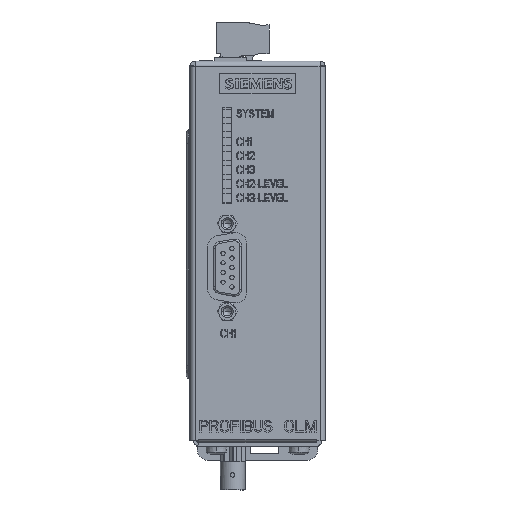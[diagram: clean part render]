
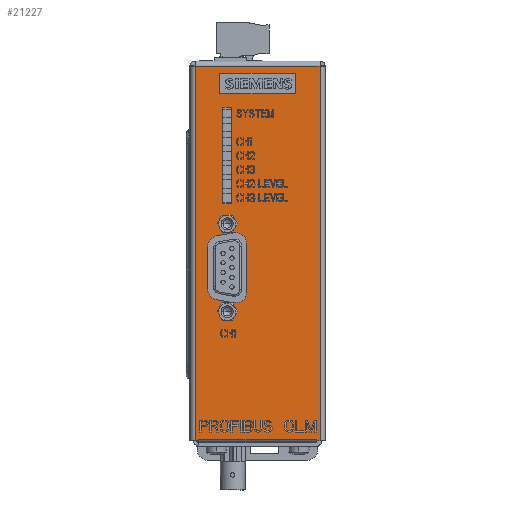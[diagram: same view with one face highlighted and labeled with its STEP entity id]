
A CAD part, front view. The second image highlights one B-rep face of the part: STEP entity #21227.
In plain terms, the highlighted face is planar.
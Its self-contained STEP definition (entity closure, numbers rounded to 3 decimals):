
#1284=CIRCLE('',#75518,3.);
#1285=CIRCLE('',#75521,3.);
#1286=CIRCLE('',#75524,3.);
#1287=CIRCLE('',#75527,3.);
#1322=CIRCLE('',#75745,2.45);
#1323=CIRCLE('',#75746,2.45);
#1324=CIRCLE('',#75747,2.45);
#1325=CIRCLE('',#75748,2.45);
#1918=FACE_BOUND('',#27889,.T.);
#1919=FACE_BOUND('',#27890,.T.);
#1920=FACE_BOUND('',#27891,.T.);
#1921=FACE_BOUND('',#27892,.T.);
#1922=FACE_BOUND('',#27893,.T.);
#1923=FACE_BOUND('',#27894,.T.);
#21227=ADVANCED_FACE('NONE',(#1918,#1919,#1920,#1921,#1922,#1923),#23398,
 .T.);
#23398=PLANE('',#75749);
#27889=EDGE_LOOP('',(#37219,#37220,#37221,#37222));
#27890=EDGE_LOOP('',(#37223,#37224,#37225,#37226,#37227,#37228,#37229,#37230));
#27891=EDGE_LOOP('',(#37231,#37232,#37233,#37234,#37235,#37236,#37237,#37238));
#27892=EDGE_LOOP('',(#37239,#37240));
#27893=EDGE_LOOP('',(#37241,#37242));
#27894=EDGE_LOOP('',(#37243,#37244,#37245,#37246));
#37219=ORIENTED_EDGE('',*,*,#54379,.T.);
#37220=ORIENTED_EDGE('',*,*,#54831,.T.);
#37221=ORIENTED_EDGE('',*,*,#54376,.T.);
#37222=ORIENTED_EDGE('',*,*,#54832,.T.);
#37223=ORIENTED_EDGE('',*,*,#54035,.F.);
#37224=ORIENTED_EDGE('',*,*,#54384,.T.);
#37225=ORIENTED_EDGE('',*,*,#54380,.T.);
#37226=ORIENTED_EDGE('',*,*,#54823,.T.);
#37227=ORIENTED_EDGE('',*,*,#54833,.F.);
#37228=ORIENTED_EDGE('',*,*,#54834,.F.);
#37229=ORIENTED_EDGE('',*,*,#54409,.T.);
#37230=ORIENTED_EDGE('',*,*,#54383,.T.);
#37231=ORIENTED_EDGE('',*,*,#54399,.T.);
#37232=ORIENTED_EDGE('',*,*,#54400,.T.);
#37233=ORIENTED_EDGE('',*,*,#54386,.T.);
#37234=ORIENTED_EDGE('',*,*,#54389,.T.);
#37235=ORIENTED_EDGE('',*,*,#54391,.T.);
#37236=ORIENTED_EDGE('',*,*,#54393,.T.);
#37237=ORIENTED_EDGE('',*,*,#54395,.T.);
#37238=ORIENTED_EDGE('',*,*,#54397,.T.);
#37239=ORIENTED_EDGE('',*,*,#54835,.T.);
#37240=ORIENTED_EDGE('',*,*,#54836,.T.);
#37241=ORIENTED_EDGE('',*,*,#54837,.T.);
#37242=ORIENTED_EDGE('',*,*,#54838,.T.);
#37243=ORIENTED_EDGE('',*,*,#54407,.T.);
#37244=ORIENTED_EDGE('',*,*,#54408,.T.);
#37245=ORIENTED_EDGE('',*,*,#54403,.T.);
#37246=ORIENTED_EDGE('',*,*,#54405,.T.);
#46258=VERTEX_POINT('',#100772);
#46259=VERTEX_POINT('',#100774);
#46262=VERTEX_POINT('',#100782);
#46303=VERTEX_POINT('',#100968);
#46525=VERTEX_POINT('',#101633);
#46526=VERTEX_POINT('',#101635);
#46527=VERTEX_POINT('',#101639);
#46528=VERTEX_POINT('',#101641);
#46529=VERTEX_POINT('',#101645);
#46530=VERTEX_POINT('',#101646);
#46531=VERTEX_POINT('',#101655);
#46532=VERTEX_POINT('',#101657);
#46533=VERTEX_POINT('',#101661);
#46534=VERTEX_POINT('',#101665);
#46535=VERTEX_POINT('',#101669);
#46536=VERTEX_POINT('',#101673);
#46537=VERTEX_POINT('',#101677);
#46538=VERTEX_POINT('',#101681);
#46539=VERTEX_POINT('',#101687);
#46540=VERTEX_POINT('',#101689);
#46541=VERTEX_POINT('',#101693);
#46542=VERTEX_POINT('',#101697);
#46774=VERTEX_POINT('',#103003);
#46778=VERTEX_POINT('',#103021);
#46779=VERTEX_POINT('',#103024);
#46780=VERTEX_POINT('',#103025);
#46781=VERTEX_POINT('',#103028);
#46782=VERTEX_POINT('',#103029);
#54035=EDGE_CURVE('NONE',#46258,#46259,#62161,.T.);
#54376=EDGE_CURVE('NONE',#46525,#46526,#62422,.T.);
#54379=EDGE_CURVE('NONE',#46527,#46528,#62425,.T.);
#54380=EDGE_CURVE('NONE',#46529,#46530,#62426,.T.);
#54383=EDGE_CURVE('NONE',#46262,#46259,#62429,.T.);
#54384=EDGE_CURVE('NONE',#46258,#46529,#62430,.T.);
#54386=EDGE_CURVE('NONE',#46532,#46531,#1284,.T.);
#54389=EDGE_CURVE('NONE',#46531,#46533,#62434,.T.);
#54391=EDGE_CURVE('NONE',#46533,#46534,#1285,.T.);
#54393=EDGE_CURVE('NONE',#46534,#46535,#62437,.T.);
#54395=EDGE_CURVE('NONE',#46535,#46536,#1286,.T.);
#54397=EDGE_CURVE('NONE',#46536,#46537,#62440,.T.);
#54399=EDGE_CURVE('NONE',#46537,#46538,#1287,.T.);
#54400=EDGE_CURVE('NONE',#46538,#46532,#62442,.T.);
#54403=EDGE_CURVE('NONE',#46539,#46540,#62445,.T.);
#54405=EDGE_CURVE('NONE',#46540,#46541,#62447,.T.);
#54407=EDGE_CURVE('NONE',#46541,#46542,#62449,.T.);
#54408=EDGE_CURVE('NONE',#46542,#46539,#62450,.T.);
#54409=EDGE_CURVE('NONE',#46303,#46262,#62451,.T.);
#54823=EDGE_CURVE('NONE',#46530,#46774,#62822,.T.);
#54831=EDGE_CURVE('NONE',#46528,#46525,#62829,.T.);
#54832=EDGE_CURVE('NONE',#46526,#46527,#62830,.T.);
#54833=EDGE_CURVE('NONE',#46778,#46774,#62831,.T.);
#54834=EDGE_CURVE('NONE',#46303,#46778,#62832,.T.);
#54835=EDGE_CURVE('NONE',#46779,#46780,#1322,.T.);
#54836=EDGE_CURVE('NONE',#46780,#46779,#1323,.T.);
#54837=EDGE_CURVE('NONE',#46781,#46782,#1324,.T.);
#54838=EDGE_CURVE('NONE',#46782,#46781,#1325,.T.);
#62161=LINE('',#100773,#69760);
#62422=LINE('',#101636,#70021);
#62425=LINE('',#101642,#70024);
#62426=LINE('',#101644,#70025);
#62429=LINE('',#101650,#70028);
#62430=LINE('',#101652,#70029);
#62434=LINE('',#101662,#70033);
#62437=LINE('',#101670,#70036);
#62440=LINE('',#101678,#70039);
#62442=LINE('',#101684,#70041);
#62445=LINE('',#101690,#70044);
#62447=LINE('',#101694,#70046);
#62449=LINE('',#101698,#70048);
#62450=LINE('',#101700,#70049);
#62451=LINE('',#101702,#70050);
#62822=LINE('',#103002,#70421);
#62829=LINE('',#103018,#70428);
#62830=LINE('',#103019,#70429);
#62831=LINE('',#103020,#70430);
#62832=LINE('',#103022,#70431);
#69760=VECTOR('',#84057,1.);
#70021=VECTOR('',#84614,1.);
#70024=VECTOR('',#84619,1.);
#70025=VECTOR('',#84622,1.);
#70028=VECTOR('',#84627,1.);
#70029=VECTOR('',#84630,1.);
#70033=VECTOR('',#84640,1.);
#70036=VECTOR('',#84649,1.);
#70039=VECTOR('',#84658,1.);
#70041=VECTOR('',#84666,1.);
#70044=VECTOR('',#84671,1.);
#70046=VECTOR('',#84675,1.);
#70048=VECTOR('',#84679,1.);
#70049=VECTOR('',#84682,1.);
#70050=VECTOR('',#84685,1.);
#70421=VECTOR('',#85468,1.);
#70428=VECTOR('',#85485,1.);
#70429=VECTOR('',#85486,1.);
#70430=VECTOR('',#85487,1.);
#70431=VECTOR('',#85488,1.);
#75518=AXIS2_PLACEMENT_3D('',#101656,#84634,#84635);
#75521=AXIS2_PLACEMENT_3D('',#101666,#84644,#84645);
#75524=AXIS2_PLACEMENT_3D('',#101674,#84653,#84654);
#75527=AXIS2_PLACEMENT_3D('',#101682,#84662,#84663);
#75745=AXIS2_PLACEMENT_3D('',#103023,#85489,#85490);
#75746=AXIS2_PLACEMENT_3D('',#103026,#85491,#85492);
#75747=AXIS2_PLACEMENT_3D('',#103027,#85493,#85494);
#75748=AXIS2_PLACEMENT_3D('',#103030,#85495,#85496);
#75749=AXIS2_PLACEMENT_3D('',#103031,#85497,#85498);
#84057=DIRECTION('',(-1.,0.,0.));
#84614=DIRECTION('',(-1.,0.,0.));
#84619=DIRECTION('',(1.,0.,0.));
#84622=DIRECTION('',(1.,0.,0.));
#84627=DIRECTION('',(0.,-1.,0.));
#84630=DIRECTION('',(0.,1.,0.));
#84634=DIRECTION('',(0.,0.,-1.));
#84635=DIRECTION('',(1.,0.,0.));
#84640=DIRECTION('',(0.985,0.174,0.));
#84644=DIRECTION('',(0.,0.,-1.));
#84645=DIRECTION('',(1.,0.,0.));
#84649=DIRECTION('',(0.,-1.,0.));
#84653=DIRECTION('',(0.,0.,-1.));
#84654=DIRECTION('',(1.,0.,0.));
#84658=DIRECTION('',(-0.985,0.174,0.));
#84662=DIRECTION('',(0.,0.,-1.));
#84663=DIRECTION('',(1.,0.,0.));
#84666=DIRECTION('',(0.,1.,0.));
#84671=DIRECTION('',(0.,1.,0.));
#84675=DIRECTION('',(1.,0.,0.));
#84679=DIRECTION('',(0.,-1.,0.));
#84682=DIRECTION('',(-1.,0.,0.));
#84685=DIRECTION('',(-1.,0.,0.));
#85468=DIRECTION('',(0.,-1.,0.));
#85485=DIRECTION('',(0.,-1.,0.));
#85486=DIRECTION('',(0.,1.,0.));
#85487=DIRECTION('',(-1.,0.,0.));
#85488=DIRECTION('',(0.,-1.,0.));
#85489=DIRECTION('',(0.,0.,-1.));
#85490=DIRECTION('',(1.,0.,0.));
#85491=DIRECTION('',(0.,0.,-1.));
#85492=DIRECTION('',(1.,0.,0.));
#85493=DIRECTION('',(0.,0.,-1.));
#85494=DIRECTION('',(1.,0.,0.));
#85495=DIRECTION('',(0.,0.,-1.));
#85496=DIRECTION('',(1.,0.,0.));
#85497=DIRECTION('',(0.,0.,1.));
#85498=DIRECTION('',(1.,0.,0.));
#100772=CARTESIAN_POINT('',(-3.,-54.,0.));
#100773=CARTESIAN_POINT('',(-5.,-54.,0.));
#100774=CARTESIAN_POINT('',(-4.,-54.,0.));
#100782=CARTESIAN_POINT('',(-4.,52.5,0.));
#100968=CARTESIAN_POINT('',(31.5,52.5,0.));
#101633=CARTESIAN_POINT('',(6.35,13.355,0.));
#101635=CARTESIAN_POINT('',(3.85,13.355,0.));
#101636=CARTESIAN_POINT('',(0.,13.355,0.));
#101639=CARTESIAN_POINT('',(3.85,40.855,0.));
#101641=CARTESIAN_POINT('',(6.35,40.855,0.));
#101642=CARTESIAN_POINT('',(0.,40.855,0.));
#101644=CARTESIAN_POINT('',(0.,-53.5,0.));
#101645=CARTESIAN_POINT('',(-3.,-53.5,0.));
#101646=CARTESIAN_POINT('',(30.5,-53.5,0.));
#101650=CARTESIAN_POINT('',(-4.,0.,0.));
#101652=CARTESIAN_POINT('',(-3.,0.,0.));
#101655=CARTESIAN_POINT('',(2.079,4.278,0.));
#101656=CARTESIAN_POINT('',(2.6,1.323,0.));
#101657=CARTESIAN_POINT('',(-0.4,1.323,0.));
#101661=CARTESIAN_POINT('',(7.079,5.159,0.));
#101662=CARTESIAN_POINT('',(2.079,4.278,0.));
#101665=CARTESIAN_POINT('',(10.6,2.205,0.));
#101666=CARTESIAN_POINT('',(7.6,2.205,0.));
#101669=CARTESIAN_POINT('',(10.6,-11.795,0.));
#101670=CARTESIAN_POINT('',(10.6,0.,0.));
#101673=CARTESIAN_POINT('',(7.079,-14.749,0.));
#101674=CARTESIAN_POINT('',(7.6,-11.795,0.));
#101677=CARTESIAN_POINT('',(2.079,-13.868,0.));
#101678=CARTESIAN_POINT('',(7.079,-14.749,0.));
#101681=CARTESIAN_POINT('',(-0.4,-10.913,0.));
#101682=CARTESIAN_POINT('',(2.6,-10.913,0.));
#101684=CARTESIAN_POINT('',(-0.4,0.,0.));
#101687=CARTESIAN_POINT('',(2.95,44.7,0.));
#101689=CARTESIAN_POINT('',(2.95,50.5,0.));
#101690=CARTESIAN_POINT('',(2.95,0.,0.));
#101693=CARTESIAN_POINT('',(24.55,50.5,0.));
#101694=CARTESIAN_POINT('',(0.,50.5,0.));
#101697=CARTESIAN_POINT('',(24.55,44.7,0.));
#101698=CARTESIAN_POINT('',(24.55,0.,0.));
#101700=CARTESIAN_POINT('',(0.,44.7,0.));
#101702=CARTESIAN_POINT('',(0.,52.5,0.));
#103002=CARTESIAN_POINT('',(30.5,0.,0.));
#103003=CARTESIAN_POINT('',(30.5,-54.,0.));
#103018=CARTESIAN_POINT('',(6.35,0.,0.));
#103019=CARTESIAN_POINT('',(3.85,0.,0.));
#103020=CARTESIAN_POINT('',(32.207,-54.,0.));
#103021=CARTESIAN_POINT('',(31.5,-54.,0.));
#103022=CARTESIAN_POINT('',(31.5,-54.,0.));
#103023=CARTESIAN_POINT('',(5.1,7.705,0.));
#103024=CARTESIAN_POINT('',(7.55,7.705,0.));
#103025=CARTESIAN_POINT('',(2.65,7.705,0.));
#103026=CARTESIAN_POINT('',(5.1,7.705,0.));
#103027=CARTESIAN_POINT('',(5.1,-17.295,0.));
#103028=CARTESIAN_POINT('',(7.55,-17.295,0.));
#103029=CARTESIAN_POINT('',(2.65,-17.295,0.));
#103030=CARTESIAN_POINT('',(5.1,-17.295,0.));
#103031=CARTESIAN_POINT('',(0.,0.,0.));
